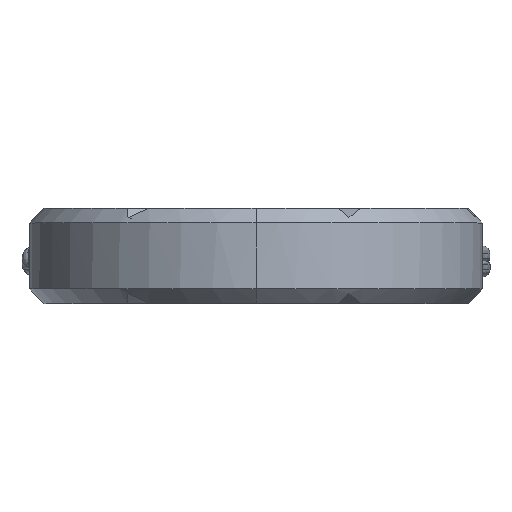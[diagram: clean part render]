
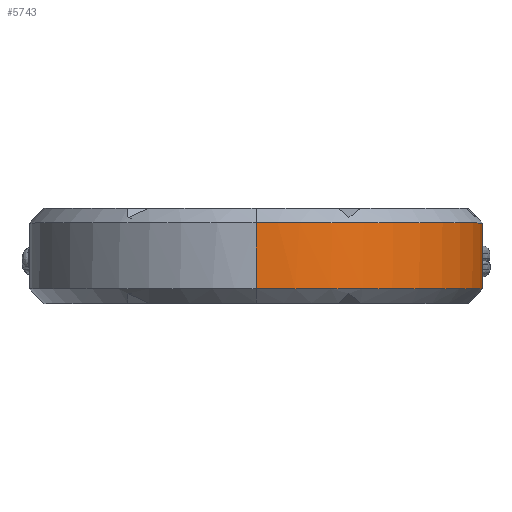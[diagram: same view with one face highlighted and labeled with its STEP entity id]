
A CAD part, top view. The second image highlights one B-rep face of the part: STEP entity #5743.
In plain terms, the highlighted free-form (B-spline) face has degree [2, 1] with [5, 2] control points.
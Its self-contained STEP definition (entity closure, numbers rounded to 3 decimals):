
#5493 = VERTEX_POINT('',#5494);
#5494 = CARTESIAN_POINT('',(-47.886,16.155,
    63.088));
#5503 = EDGE_CURVE('',#5504,#5493,#5506,.T.);
#5504 = VERTEX_POINT('',#5505);
#5505 = CARTESIAN_POINT('',(-48.371,16.155,
    90.66));
#5506 = ( BOUNDED_CURVE() B_SPLINE_CURVE(2,(#5507,#5508,#5509,#5510,
#5511),.UNSPECIFIED.,.F.,.F.) B_SPLINE_CURVE_WITH_KNOTS((3,2,3),(0.,
1.553,3.106),.PIECEWISE_BEZIER_KNOTS.) CURVE() 
GEOMETRIC_REPRESENTATION_ITEM() RATIONAL_B_SPLINE_CURVE((1.,
0.713,1.,0.713,1.)) REPRESENTATION_ITEM('') );
#5507 = CARTESIAN_POINT('',(-48.371,16.155,
    90.66));
#5508 = CARTESIAN_POINT('',(-34.822,16.155,
    90.66));
#5509 = CARTESIAN_POINT('',(-34.584,16.155,
    77.112));
#5510 = CARTESIAN_POINT('',(-34.345,16.155,
    63.565));
#5511 = CARTESIAN_POINT('',(-47.886,16.155,
    63.088));
#5621 = VERTEX_POINT('',#5622);
#5622 = CARTESIAN_POINT('',(-48.371,20.159,
    90.66));
#5627 = EDGE_CURVE('',#5628,#5621,#5630,.T.);
#5628 = VERTEX_POINT('',#5629);
#5629 = CARTESIAN_POINT('',(-47.886,20.159,
    63.088));
#5630 = ( BOUNDED_CURVE() B_SPLINE_CURVE(2,(#5631,#5632,#5633,#5634,
#5635),.UNSPECIFIED.,.F.,.F.) B_SPLINE_CURVE_WITH_KNOTS((3,2,3),(
    3.177,4.73,6.283),
.PIECEWISE_BEZIER_KNOTS.) CURVE() GEOMETRIC_REPRESENTATION_ITEM() 
RATIONAL_B_SPLINE_CURVE((1.,0.713,1.,0.713,1.)) 
REPRESENTATION_ITEM('') );
#5631 = CARTESIAN_POINT('',(-47.886,20.159,
    63.088));
#5632 = CARTESIAN_POINT('',(-34.345,20.159,
    63.565));
#5633 = CARTESIAN_POINT('',(-34.584,20.159,
    77.112));
#5634 = CARTESIAN_POINT('',(-34.822,20.159,
    90.66));
#5635 = CARTESIAN_POINT('',(-48.371,20.159,
    90.66));
#5743 = ADVANCED_FACE('',(#5744),#5798,.T.);
#5744 = FACE_BOUND('',#5745,.T.);
#5745 = EDGE_LOOP('',(#5746,#5747,#5752,#5753,#5762,#5773,#5780,#5791));
#5746 = ORIENTED_EDGE('',*,*,#5627,.T.);
#5747 = ORIENTED_EDGE('',*,*,#5748,.T.);
#5748 = EDGE_CURVE('',#5621,#5504,#5749,.T.);
#5749 = B_SPLINE_CURVE_WITH_KNOTS('',1,(#5750,#5751),.UNSPECIFIED.,.F.,
  .F.,(2,2),(1.,5.5),.PIECEWISE_BEZIER_KNOTS.);
#5750 = CARTESIAN_POINT('',(-48.371,20.159,
    90.66));
#5751 = CARTESIAN_POINT('',(-48.371,16.155,
    90.66));
#5752 = ORIENTED_EDGE('',*,*,#5503,.T.);
#5753 = ORIENTED_EDGE('',*,*,#5754,.T.);
#5754 = EDGE_CURVE('',#5493,#5755,#5757,.T.);
#5755 = VERTEX_POINT('',#5756);
#5756 = CARTESIAN_POINT('',(-47.838,16.378,
    63.09));
#5757 = B_SPLINE_CURVE_WITH_KNOTS('',3,(#5758,#5759,#5760,#5761),
  .UNSPECIFIED.,.F.,.F.,(4,4),(0.,0.),
  .PIECEWISE_BEZIER_KNOTS.);
#5758 = CARTESIAN_POINT('',(-47.886,16.155,
    63.088));
#5759 = CARTESIAN_POINT('',(-47.854,16.225,
    63.089));
#5760 = CARTESIAN_POINT('',(-47.838,16.3,
    63.09));
#5761 = CARTESIAN_POINT('',(-47.838,16.378,
    63.09));
#5762 = ORIENTED_EDGE('',*,*,#5763,.T.);
#5763 = EDGE_CURVE('',#5755,#5764,#5766,.T.);
#5764 = VERTEX_POINT('',#5765);
#5765 = CARTESIAN_POINT('',(-48.371,16.911,
    63.08));
#5766 = B_SPLINE_CURVE_WITH_KNOTS('',3,(#5767,#5768,#5769,#5770,#5771,
    #5772),.UNSPECIFIED.,.F.,.F.,(4,2,4),(0.,0.,
    0.001),.UNSPECIFIED.);
#5767 = CARTESIAN_POINT('',(-47.838,16.378,
    63.09));
#5768 = CARTESIAN_POINT('',(-47.838,16.519,
    63.09));
#5769 = CARTESIAN_POINT('',(-47.895,16.656,
    63.087));
#5770 = CARTESIAN_POINT('',(-48.092,16.853,
    63.082));
#5771 = CARTESIAN_POINT('',(-48.23,16.911,
    63.08));
#5772 = CARTESIAN_POINT('',(-48.371,16.911,
    63.08));
#5773 = ORIENTED_EDGE('',*,*,#5774,.F.);
#5774 = EDGE_CURVE('',#5775,#5764,#5777,.T.);
#5775 = VERTEX_POINT('',#5776);
#5776 = CARTESIAN_POINT('',(-48.371,19.402,
    63.08));
#5777 = B_SPLINE_CURVE_WITH_KNOTS('',1,(#5778,#5779),.UNSPECIFIED.,.F.,
  .F.,(2,2),(1.85,4.65),.PIECEWISE_BEZIER_KNOTS.);
#5778 = CARTESIAN_POINT('',(-48.371,19.402,
    63.08));
#5779 = CARTESIAN_POINT('',(-48.371,16.911,
    63.08));
#5780 = ORIENTED_EDGE('',*,*,#5781,.T.);
#5781 = EDGE_CURVE('',#5775,#5782,#5784,.T.);
#5782 = VERTEX_POINT('',#5783);
#5783 = CARTESIAN_POINT('',(-47.838,19.936,
    63.09));
#5784 = B_SPLINE_CURVE_WITH_KNOTS('',3,(#5785,#5786,#5787,#5788,#5789,
    #5790),.UNSPECIFIED.,.F.,.F.,(4,2,4),(0.,
    0.,0.001),.UNSPECIFIED.);
#5785 = CARTESIAN_POINT('',(-48.371,19.402,
    63.08));
#5786 = CARTESIAN_POINT('',(-48.23,19.402,
    63.08));
#5787 = CARTESIAN_POINT('',(-48.093,19.46,
    63.082));
#5788 = CARTESIAN_POINT('',(-47.896,19.657,
    63.087));
#5789 = CARTESIAN_POINT('',(-47.838,19.795,
    63.09));
#5790 = CARTESIAN_POINT('',(-47.838,19.936,
    63.09));
#5791 = ORIENTED_EDGE('',*,*,#5792,.T.);
#5792 = EDGE_CURVE('',#5782,#5628,#5793,.T.);
#5793 = B_SPLINE_CURVE_WITH_KNOTS('',3,(#5794,#5795,#5796,#5797),
  .UNSPECIFIED.,.F.,.F.,(4,4),(0.,0.),
  .PIECEWISE_BEZIER_KNOTS.);
#5794 = CARTESIAN_POINT('',(-47.838,19.936,
    63.09));
#5795 = CARTESIAN_POINT('',(-47.838,20.013,
    63.09));
#5796 = CARTESIAN_POINT('',(-47.854,20.089,
    63.089));
#5797 = CARTESIAN_POINT('',(-47.886,20.159,
    63.088));
#5798 = ( BOUNDED_SURFACE() B_SPLINE_SURFACE(2,1,(
    (#5799,#5800)
    ,(#5801,#5802)
    ,(#5803,#5804)
    ,(#5805,#5806)
    ,(#5807,#5808
)),.UNSPECIFIED.,.F.,.F.,.F.) B_SPLINE_SURFACE_WITH_KNOTS((3,2,3),(2,2),
  (0.,1.571,3.142),(1.,5.5),.PIECEWISE_BEZIER_KNOTS.) 
GEOMETRIC_REPRESENTATION_ITEM() RATIONAL_B_SPLINE_SURFACE((
    (1.,1.)
    ,(0.707,0.707)
    ,(1.,1.)
    ,(0.707,0.707)
,(1.,1.))) REPRESENTATION_ITEM('') SURFACE() );
#5799 = CARTESIAN_POINT('',(-48.371,20.159,
    63.08));
#5800 = CARTESIAN_POINT('',(-48.371,16.155,
    63.08));
#5801 = CARTESIAN_POINT('',(-34.581,20.159,
    63.08));
#5802 = CARTESIAN_POINT('',(-34.581,16.155,
    63.08));
#5803 = CARTESIAN_POINT('',(-34.581,20.159,
    76.87));
#5804 = CARTESIAN_POINT('',(-34.581,16.155,
    76.87));
#5805 = CARTESIAN_POINT('',(-34.581,20.159,
    90.66));
#5806 = CARTESIAN_POINT('',(-34.581,16.155,
    90.66));
#5807 = CARTESIAN_POINT('',(-48.371,20.159,
    90.66));
#5808 = CARTESIAN_POINT('',(-48.371,16.155,
    90.66));
